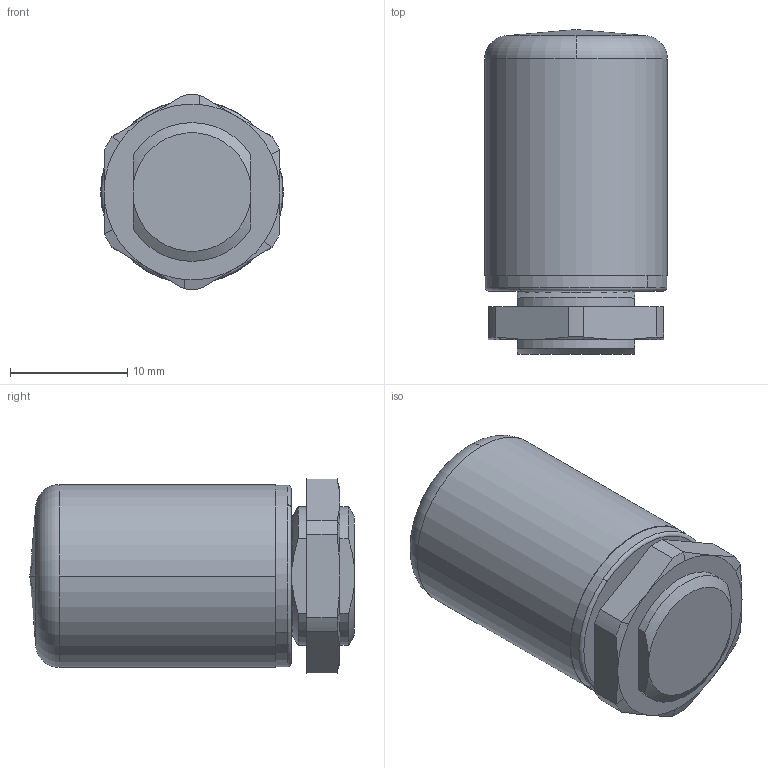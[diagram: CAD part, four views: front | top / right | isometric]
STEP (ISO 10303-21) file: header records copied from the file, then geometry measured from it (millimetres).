
FILE_DESCRIPTION (( 'STEP AP203' ), '1' );
FILE_NAME ('BMHG1-0S-L.step', '2021-11-30T13:49:51', ( '' ), ( '' ), 'SwSTEP 2.0', 'SolidWorks 2021', '' );
FILE_SCHEMA (( 'CONFIG_CONTROL_DESIGN' ));
Length unit declared in the file: inch
Products named in the file (1): BMHG1-0S-L
Bounding box: 15.6 x 27.72 x 16.59 mm (x, y, z)
Volume: 4935.2 mm3; surface area: 1838.2 mm2
Topology: 1 solids, 1 shells, 53 faces, 132 edges, 83 vertices
Faces by surface type: cone 18, cylinder 16, plane 15, torus 4
Entity records: 1635 total; most frequent: CARTESIAN_POINT 307, DIRECTION 278, ORIENTED_EDGE 260, EDGE_CURVE 130, AXIS2_PLACEMENT_3D 114, VERTEX_POINT 83, CIRCLE 60, EDGE_LOOP 57
